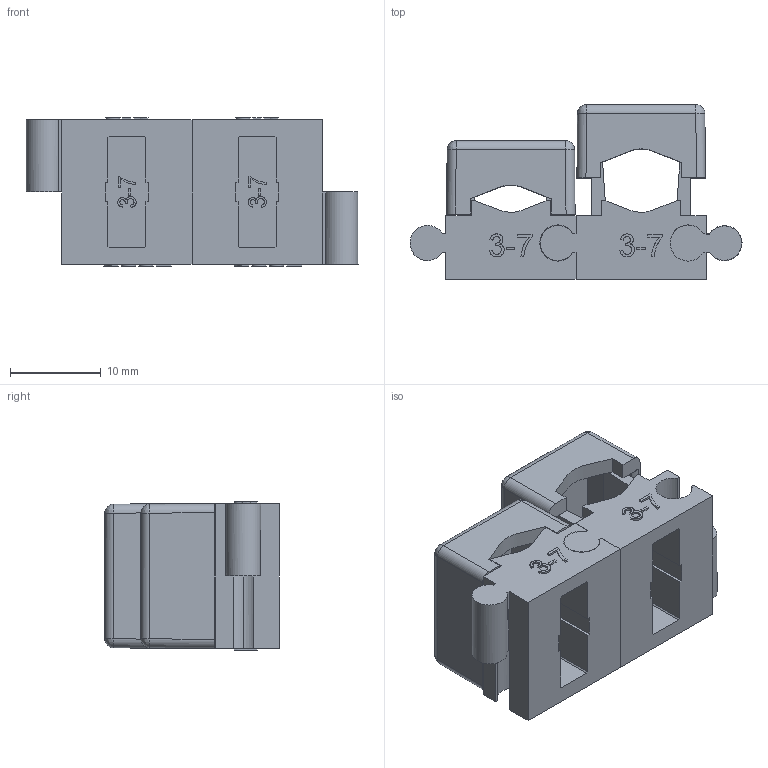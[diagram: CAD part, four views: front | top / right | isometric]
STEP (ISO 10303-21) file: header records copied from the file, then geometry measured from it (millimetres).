
FILE_DESCRIPTION(/* description */ (''),/* implementation_level */ '2;1');
FILE_NAME(/* name */ '2250071',/* time_stamp */ '2015-07-23T15:19:59+02:00',/* author */ (''),/* organization */ (''),/* preprocessor_version */ 'ST-DEVELOPER v15',/* originating_system */ '',/* authorisation */ '');
FILE_SCHEMA (('CONFIG_CONTROL_DESIGN'));
Length unit declared in the file: millimetre
Products named in the file (2): Document; Block 01
Assembly tree (1 placements, depth 2):
  Document
    Block 01
Bounding box: 36.68 x 19.3 x 16.4 mm (x, y, z)
Volume: 4208.4 mm3; surface area: 5913.9 mm2
Topology: 4 solids, 6 shells, 600 faces, 1642 edges, 1080 vertices
Faces by surface type: plane 320, bspline 280
Entity records: 27376 total; most frequent: CARTESIAN_POINT 16741, ORIENTED_EDGE 3244, EDGE_CURVE 1630, B_SPLINE_CURVE_WITH_KNOTS 1454, VERTEX_POINT 1080, EDGE_LOOP 644, ADVANCED_FACE 600, FACE_OUTER_BOUND 600
